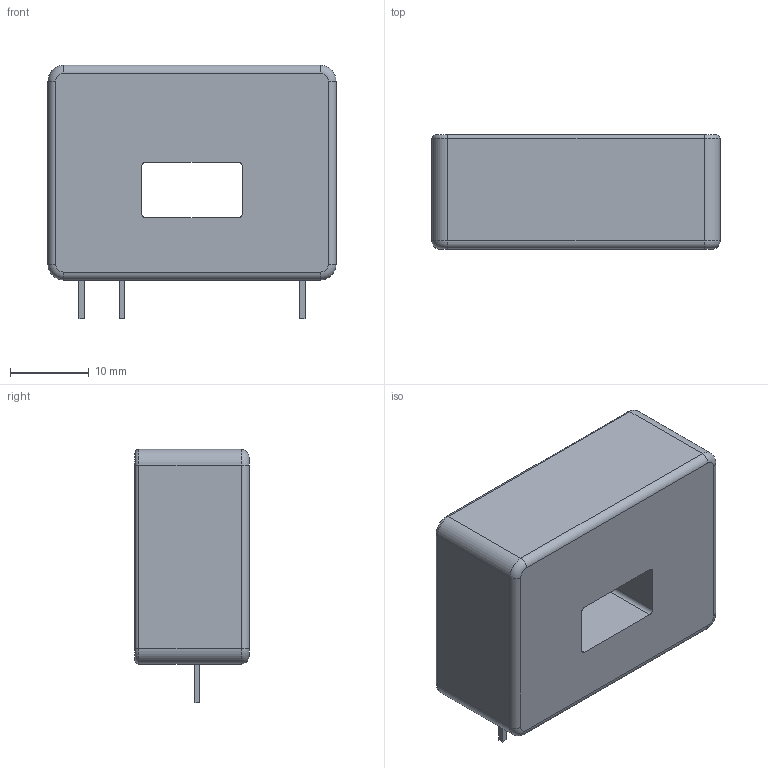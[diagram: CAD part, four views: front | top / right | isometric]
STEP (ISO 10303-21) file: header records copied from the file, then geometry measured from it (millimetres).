
FILE_DESCRIPTION(('FreeCAD Model'),'2;1');
FILE_NAME('LEM_LA25-P.step','2018-06-22T17:25:13',('kicad StepUp'),('ksu MCAD'), 'Open CASCADE STEP processor 7.1','FreeCAD','Unknown');
FILE_SCHEMA(('AUTOMOTIVE_DESIGN { 1 0 10303 214 1 1 1 1 }'));
Length unit declared in the file: millimetre
Products named in the file (1): LEM_LA25-P
Bounding box: 36.5 x 14.45 x 32.1 mm (x, y, z)
Volume: 12988.1 mm3; surface area: 4107.5 mm2
Topology: 1 solids, 1 shells, 49 faces, 116 edges, 72 vertices
Faces by surface type: plane 25, cylinder 16, torus 8
Entity records: 1762 total; most frequent: DIRECTION 256, CARTESIAN_POINT 238, ORIENTED_EDGE 232, EDGE_CURVE 116, AXIS2_PLACEMENT_3D 90, LINE 76, VECTOR 76, VERTEX_POINT 72
